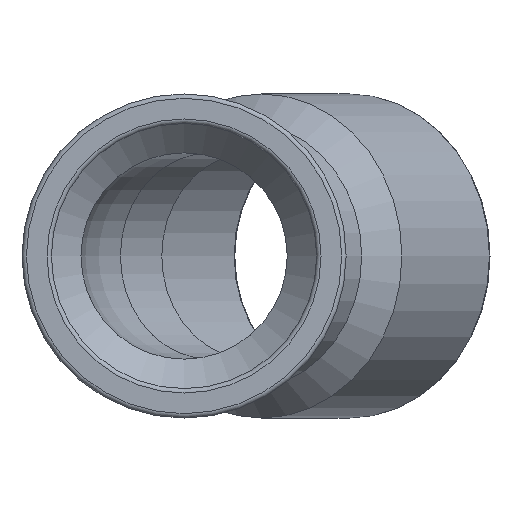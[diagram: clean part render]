
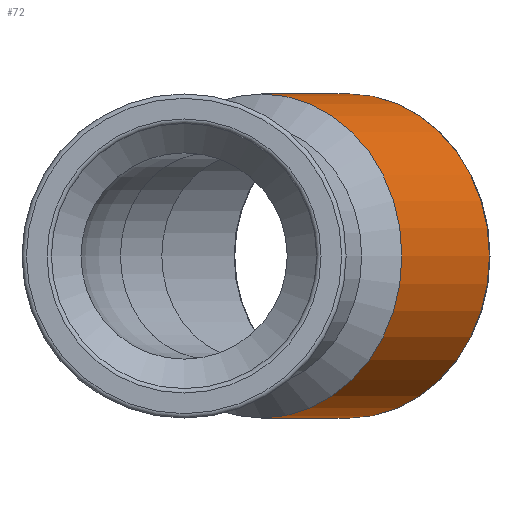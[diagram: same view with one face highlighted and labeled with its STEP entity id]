
A CAD part, front view. The second image highlights one B-rep face of the part: STEP entity #72.
In plain terms, the highlighted cylindrical face has radius 55 mm (diameter 110 mm), a full revolution.
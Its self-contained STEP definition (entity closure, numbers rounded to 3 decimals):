
#72=ADVANCED_FACE('',(#161,#162),#163,.T.);
#161=FACE_OUTER_BOUND('',#264,.T.);
#162=FACE_OUTER_BOUND('',#265,.T.);
#163=CYLINDRICAL_SURFACE('',#266,55.);
#264=EDGE_LOOP('',(#385));
#265=EDGE_LOOP('',(#386));
#266=AXIS2_PLACEMENT_3D('',#387,#388,#389);
#385=ORIENTED_EDGE('',*,*,#486,.F.);
#386=ORIENTED_EDGE('',*,*,#479,.T.);
#387=CARTESIAN_POINT('',(8.71,128.576,0.));
#388=DIRECTION('',(0.5,0.866,0.));
#389=DIRECTION('',(0.866,-0.5,0.));
#479=EDGE_CURVE('',#541,#541,#542,.T.);
#486=EDGE_CURVE('',#551,#551,#552,.T.);
#541=VERTEX_POINT('',#613);
#542=CIRCLE('',#614,55.);
#551=VERTEX_POINT('',#623);
#552=CIRCLE('',#624,55.);
#613=CARTESIAN_POINT('',(103.629,182.981,0.));
#614=AXIS2_PLACEMENT_3D('',#690,#691,#692);
#623=CARTESIAN_POINT('',(73.929,131.539,0.));
#624=AXIS2_PLACEMENT_3D('',#699,#700,#701);
#690=CARTESIAN_POINT('',(55.998,210.481,0.));
#691=DIRECTION('',(-0.5,-0.866,0.));
#692=DIRECTION('',(0.866,-0.5,0.));
#699=CARTESIAN_POINT('',(26.298,159.039,0.));
#700=DIRECTION('',(-0.5,-0.866,0.));
#701=DIRECTION('',(0.866,-0.5,0.));
